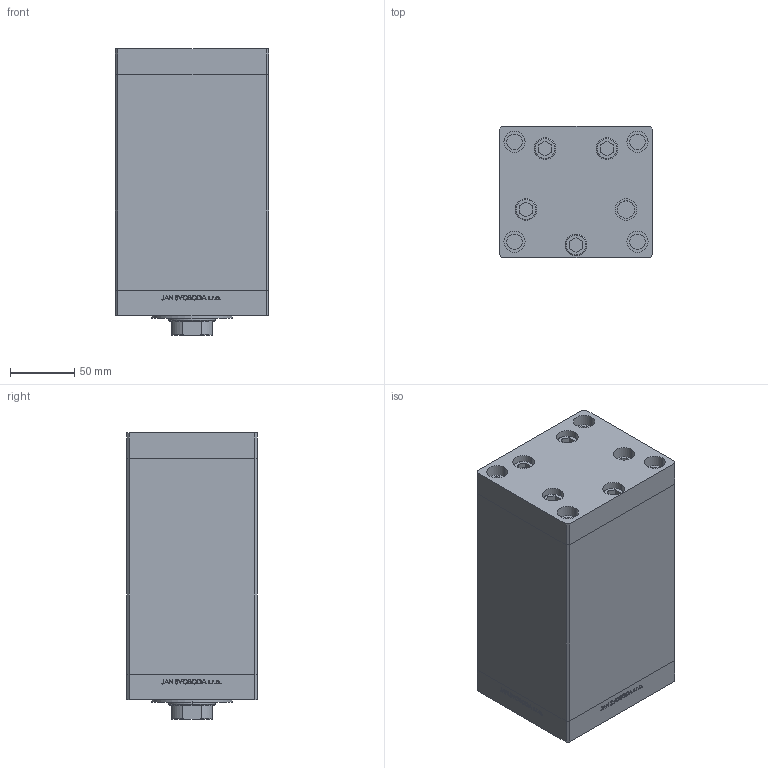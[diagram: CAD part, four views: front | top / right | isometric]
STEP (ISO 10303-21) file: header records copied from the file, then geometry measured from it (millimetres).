
FILE_DESCRIPTION (( 'STEP AP203' ), '1' );
FILE_NAME ('2d38.STEP', '2024-01-08T23:21:48', ( '' ), ( '' ), 'SwSTEP 2.0', 'SolidWorks 2019', '' );
FILE_SCHEMA (( 'CONFIG_CONTROL_DESIGN' ));
Length unit declared in the file: millimetre
Products named in the file (6): ALLEN BOLT 6d6183300e6c9e3da03f62deda45673a; V220C FRONT 6d6183300e6c9e3da03f62deda45673a; V220C BACK_C 6d6183300e6c9e3da03f62deda45673a; V220C_VC_C 6d6183300e6c9e3da03f62deda45673a; V220C_C MIDDLE 6d6183300e6c9e3da03f62deda45673a; 2d38
Assembly tree (13 placements, depth 2):
  2d38
    ALLEN BOLT 6d6183300e6c9e3da03f62deda45673a  x9
    V220C_C MIDDLE 6d6183300e6c9e3da03f62deda45673a
    V220C FRONT 6d6183300e6c9e3da03f62deda45673a
    V220C_VC_C 6d6183300e6c9e3da03f62deda45673a
    V220C BACK_C 6d6183300e6c9e3da03f62deda45673a
Bounding box: 120 x 102 x 223.5 mm (x, y, z)
Volume: 2141290.1 mm3; surface area: 298444.9 mm2
Topology: 13 solids, 13 shells, 1165 faces, 2899 edges, 1903 vertices
Faces by surface type: plane 542, bspline 380, cylinder 161, cone 42, torus 40
Entity records: 49179 total; most frequent: CARTESIAN_POINT 26565, ORIENTED_EDGE 5058, DIRECTION 3289, EDGE_CURVE 2529, VERTEX_POINT 1679, VECTOR 1471, LINE 1471, EDGE_LOOP 1162
